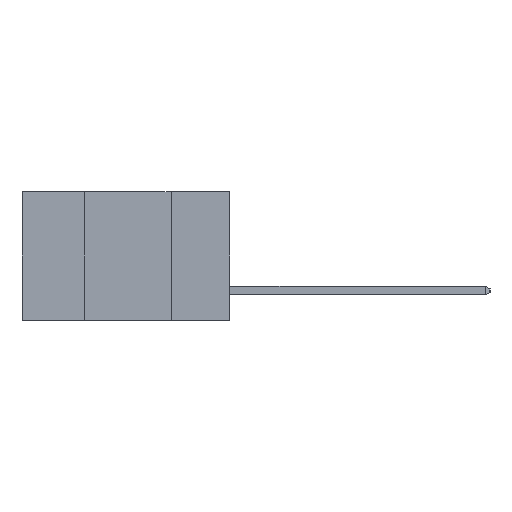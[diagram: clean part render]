
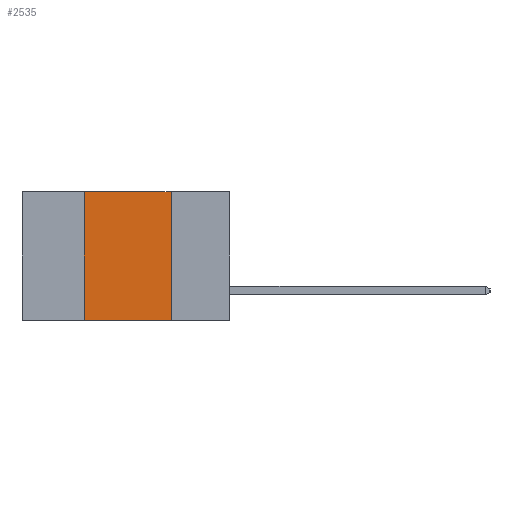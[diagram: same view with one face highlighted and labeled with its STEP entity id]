
A CAD part, left-side view. The second image highlights one B-rep face of the part: STEP entity #2535.
In plain terms, the highlighted planar face has unit normal (-1, 0, 0).
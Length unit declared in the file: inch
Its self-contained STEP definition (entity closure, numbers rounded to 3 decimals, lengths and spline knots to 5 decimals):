
#26 = ORIENTED_EDGE ( 'NONE', *, *, #8989, .F. ) ;
#52 = ORIENTED_EDGE ( 'NONE', *, *, #8411, .F. ) ;
#87 = DIRECTION ( 'NONE',  ( 0., -1., 0. ) ) ;
#118 = DIRECTION ( 'NONE',  ( 0., 0., 1. ) ) ;
#138 = ORIENTED_EDGE ( 'NONE', *, *, #7320, .F. ) ;
#183 = ORIENTED_EDGE ( 'NONE', *, *, #6208, .T. ) ;
#579 = DIRECTION ( 'NONE',  ( 0., 0., -1. ) ) ;
#772 = CARTESIAN_POINT ( 'NONE',  ( 0., 0.6, 0. ) ) ;
#1587 = EDGE_LOOP ( 'NONE', ( #26, #52, #138, #183 ) ) ;
#1628 = CARTESIAN_POINT ( 'NONE',  ( 0., 0.17, -0.37 ) ) ;
#2111 = VERTEX_POINT ( 'NONE', #11343 ) ;
#2535 = ADVANCED_FACE ( 'NONE', ( #11388 ), #9412, .F. ) ;
#3453 = CARTESIAN_POINT ( 'NONE',  ( 0., 0.17, 0. ) ) ;
#3873 = VECTOR ( 'NONE', #6212, 39.37008 ) ;
#4066 = VECTOR ( 'NONE', #87, 39.37008 ) ;
#4542 = VERTEX_POINT ( 'NONE', #10195 ) ;
#5515 = CARTESIAN_POINT ( 'NONE',  ( 0., 0.42, 0. ) ) ;
#5627 = VECTOR ( 'NONE', #118, 39.37008 ) ;
#5965 = VERTEX_POINT ( 'NONE', #3453 ) ;
#6079 = DIRECTION ( 'NONE',  ( 1., 0., 0. ) ) ;
#6208 = EDGE_CURVE ( 'NONE', #4542, #2111, #6770, .T. ) ;
#6212 = DIRECTION ( 'NONE',  ( 0., 0., -1. ) ) ;
#6523 = CARTESIAN_POINT ( 'NONE',  ( 0., 0.6, -0.37 ) ) ;
#6770 = LINE ( 'NONE', #6523, #4066 ) ;
#7320 = EDGE_CURVE ( 'NONE', #4542, #8564, #7892, .T. ) ;
#7340 = CARTESIAN_POINT ( 'NONE',  ( 0., 0.42, -0.37 ) ) ;
#7892 = LINE ( 'NONE', #7340, #5627 ) ;
#8128 = VECTOR ( 'NONE', #10461, 39.37008 ) ;
#8411 = EDGE_CURVE ( 'NONE', #8564, #5965, #10629, .T. ) ;
#8499 = LINE ( 'NONE', #1628, #3873 ) ;
#8564 = VERTEX_POINT ( 'NONE', #5515 ) ;
#8880 = AXIS2_PLACEMENT_3D ( 'NONE', #10254, #6079, #579 ) ;
#8989 = EDGE_CURVE ( 'NONE', #5965, #2111, #8499, .T. ) ;
#9412 = PLANE ( 'NONE',  #8880 ) ;
#10195 = CARTESIAN_POINT ( 'NONE',  ( 0., 0.42, -0.37 ) ) ;
#10254 = CARTESIAN_POINT ( 'NONE',  ( 0., 0.6, 0. ) ) ;
#10461 = DIRECTION ( 'NONE',  ( 0., -1., 0. ) ) ;
#10629 = LINE ( 'NONE', #772, #8128 ) ;
#11343 = CARTESIAN_POINT ( 'NONE',  ( 0., 0.17, -0.37 ) ) ;
#11388 = FACE_OUTER_BOUND ( 'NONE', #1587, .T. ) ;
